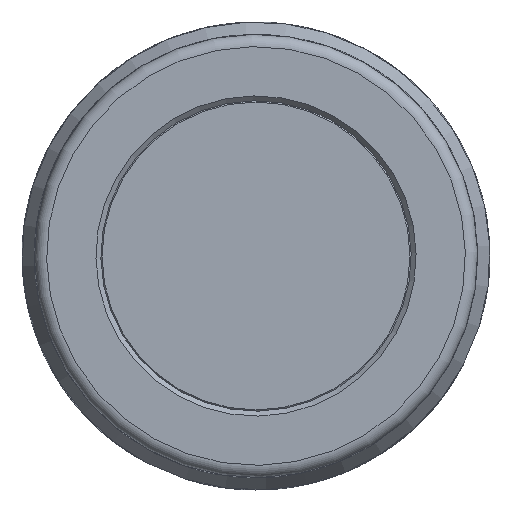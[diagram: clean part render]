
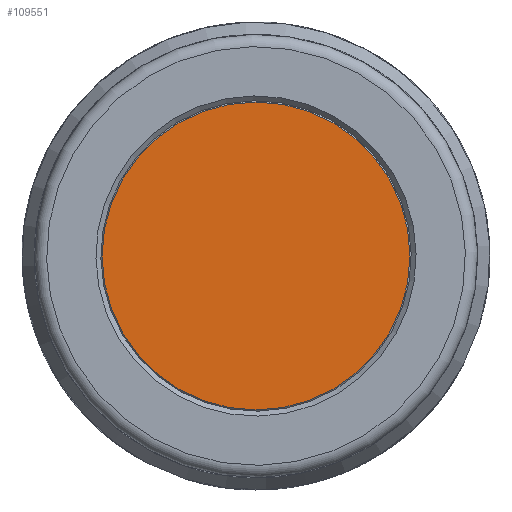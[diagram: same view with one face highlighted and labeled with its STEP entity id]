
A CAD part, left-side view. The second image highlights one B-rep face of the part: STEP entity #109551.
In plain terms, the highlighted planar face has unit normal (-1, 0, 0).
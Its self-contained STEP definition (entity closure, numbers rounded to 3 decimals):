
#109528=CARTESIAN_POINT('',(0.,6.25,0.0));
#109529=VERTEX_POINT('',#109528);
#109530=CARTESIAN_POINT('',(0.0,0.0,0.0));
#109531=DIRECTION('',(1.0,0.0,0.0));
#109532=DIRECTION('',(0.0,1.0,0.0));
#109533=AXIS2_PLACEMENT_3D('',#109530,#109531,#109532);
#109534=CIRCLE('',#109533,6.25);
#109535=EDGE_CURVE('',#109529,#109529,#109534,.T.);
#109543=CARTESIAN_POINT('',(0.0,5.4,0.0));
#109544=DIRECTION('',(-1.0,0.0,0.0));
#109545=DIRECTION('',(0.0,0.0,1.0));
#109546=AXIS2_PLACEMENT_3D('',#109543,#109544,#109545);
#109547=PLANE('',#109546);
#109548=ORIENTED_EDGE('',*,*,#109535,.F.);
#109549=EDGE_LOOP('',(#109548));
#109550=FACE_OUTER_BOUND('',#109549,.T.);
#109551=ADVANCED_FACE('',(#109550),#109547,.T.);
